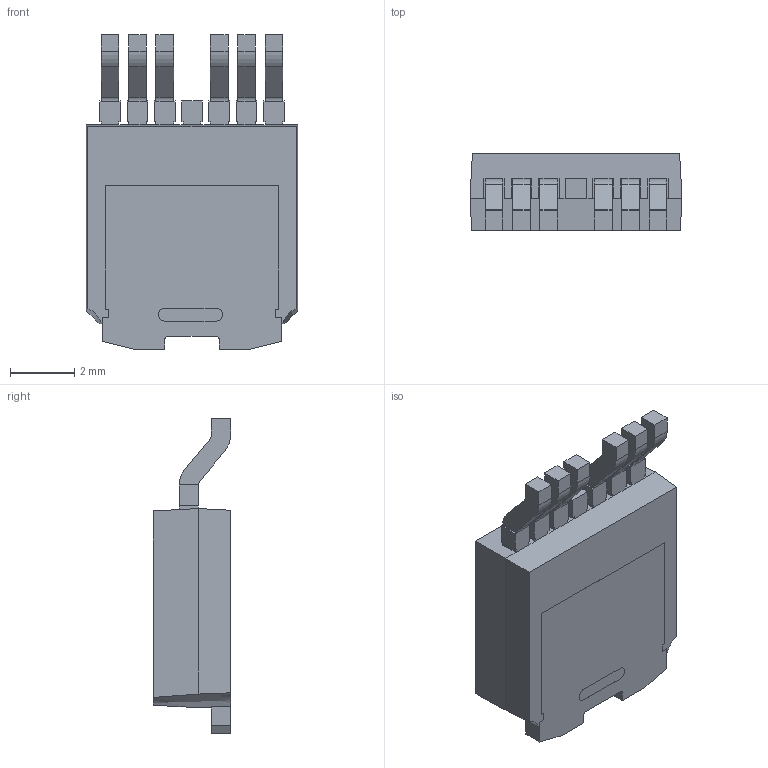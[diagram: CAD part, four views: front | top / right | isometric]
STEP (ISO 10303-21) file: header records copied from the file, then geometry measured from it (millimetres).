
FILE_DESCRIPTION (( 'STEP AP214' ), '1' );
FILE_NAME ('3E609815-8B3F-481E-960A-B382DE4F7E2C.STEP', '2025-07-14T18:17:06', ( '' ), ( '' ), 'SwSTEP 2.0', 'SolidWorks 2022', '' );
FILE_SCHEMA (( 'AUTOMOTIVE_DESIGN' ));
Length unit declared in the file: millimetre
Products named in the file (1): 3E609815-8B3F-481E-960A-B382DE4F7E2C
Bounding box: 6.6 x 2.4 x 9.8 mm (x, y, z)
Volume: 104.8 mm3; surface area: 194.2 mm2
Topology: 1 solids, 1 shells, 231 faces, 647 edges, 426 vertices
Faces by surface type: plane 193, cylinder 30, bspline 6, cone 2
Entity records: 7880 total; most frequent: CARTESIAN_POINT 1715, ORIENTED_EDGE 1294, DIRECTION 1155, EDGE_CURVE 647, VECTOR 551, LINE 551, VERTEX_POINT 426, AXIS2_PLACEMENT_3D 302
